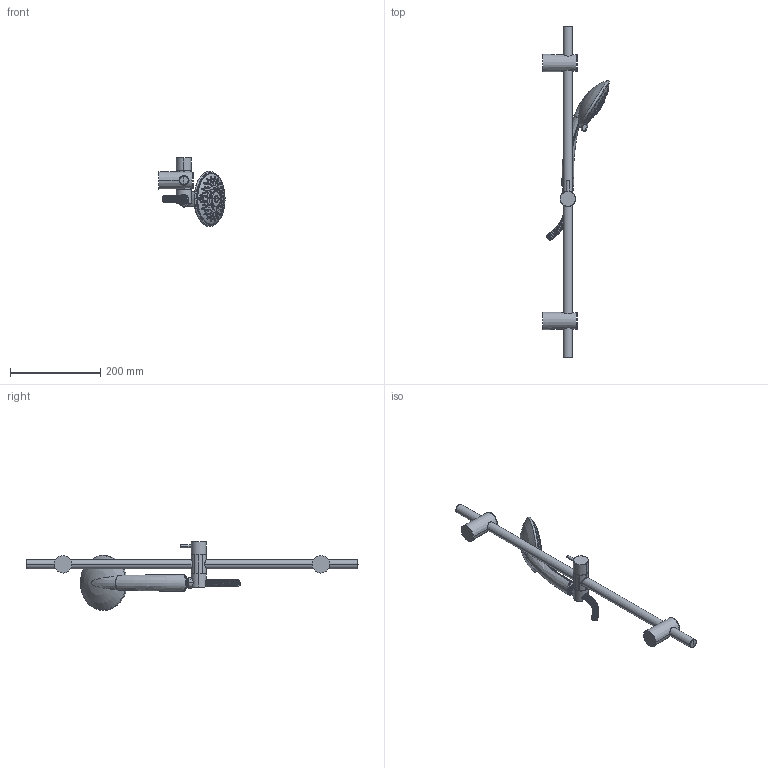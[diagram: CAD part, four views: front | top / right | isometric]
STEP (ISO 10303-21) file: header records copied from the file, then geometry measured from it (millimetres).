
FILE_DESCRIPTION((''),'2;1');
FILE_NAME('ZSAL118CR_','2021-04-14T15:34:21',('ut3'),('PAFFONI SpA'),'CREO PARAMETRIC BY PTC INC, 2020044','CREO PARAMETRIC BY PTC INC, 2020044','');
FILE_SCHEMA(('CONFIG_CONTROL_DESIGN','SHAPE_APPEARANCE_LAYERS_GROUPS'));
Length unit declared in the file: millimetre
Products named in the file (1): ZSAL118CR_
Bounding box: 146.27 x 734 x 152.49 mm (x, y, z)
Surface area: 161991.3 mm2 (no closed solid volume)
Topology: 0 solids, 129 shells, 636 faces, 1671 edges, 1108 vertices
Faces by surface type: bspline 223, extrusion 120, cylinder 113, revolution 67, torus 51, plane 32, sphere 15, cone 15
Entity records: 66766 total; most frequent: CARTESIAN_POINT 49950, ORIENTED_EDGE 2704, DIRECTION 1845, EDGE_CURVE 1654, VERTEX_POINT 1107, B_SPLINE_CURVE_WITH_KNOTS 1074, PRESENTATION_STYLE_ASSIGNMENT 678, STYLED_ITEM 678
